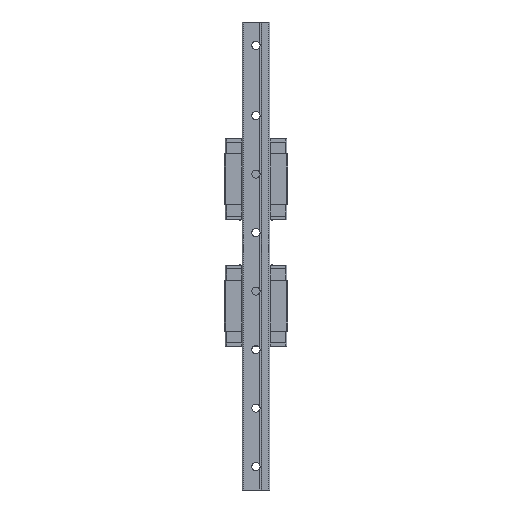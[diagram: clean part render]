
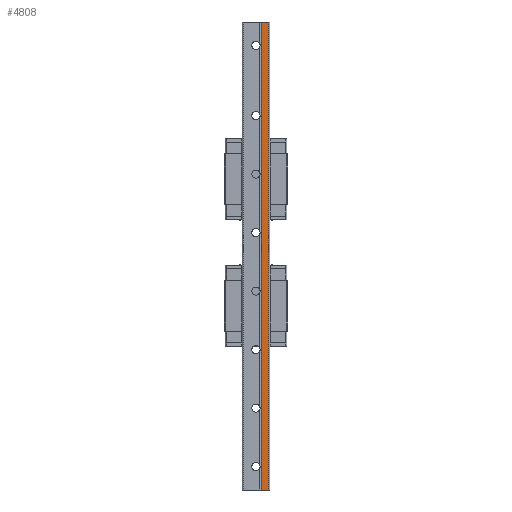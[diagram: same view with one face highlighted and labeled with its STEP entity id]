
A CAD part, front view. The second image highlights one B-rep face of the part: STEP entity #4808.
In plain terms, the highlighted planar face has unit normal (0, -1, 0).
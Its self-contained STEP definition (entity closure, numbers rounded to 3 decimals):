
#8 = ORIENTED_EDGE ( 'NONE', *, *, #17475, .T. ) ;
#180 = VECTOR ( 'NONE', #13242, 1000. ) ;
#890 = CARTESIAN_POINT ( 'NONE',  ( 2.393, -5.5, 100. ) ) ;
#1101 = VECTOR ( 'NONE', #1290, 1000. ) ;
#1266 = VERTEX_POINT ( 'NONE', #3971 ) ;
#1290 = DIRECTION ( 'NONE',  ( 1., 0., 0. ) ) ;
#1473 = VERTEX_POINT ( 'NONE', #4565 ) ;
#2534 = LINE ( 'NONE', #3629, #16820 ) ;
#3444 = LINE ( 'NONE', #8650, #1101 ) ;
#3629 = CARTESIAN_POINT ( 'NONE',  ( 2.393, -5.5, 100. ) ) ;
#3971 = CARTESIAN_POINT ( 'NONE',  ( 2.393, -5.5, 100. ) ) ;
#4047 = LINE ( 'NONE', #17033, #13188 ) ;
#4089 = DIRECTION ( 'NONE',  ( 0., 0., 1. ) ) ;
#4099 = FACE_OUTER_BOUND ( 'NONE', #12001, .T. ) ;
#4565 = CARTESIAN_POINT ( 'NONE',  ( 2.393, -5.5, -100. ) ) ;
#4808 = ADVANCED_FACE ( 'NONE', ( #4099 ), #13880, .F. ) ;
#7078 = DIRECTION ( 'NONE',  ( 0., 1., 0. ) ) ;
#7309 = CARTESIAN_POINT ( 'NONE',  ( 5.484, -5.5, -100. ) ) ;
#8265 = VERTEX_POINT ( 'NONE', #9562 ) ;
#8650 = CARTESIAN_POINT ( 'NONE',  ( 2.393, -5.5, -100. ) ) ;
#9334 = EDGE_CURVE ( 'NONE', #1473, #10671, #3444, .T. ) ;
#9378 = ORIENTED_EDGE ( 'NONE', *, *, #17405, .F. ) ;
#9562 = CARTESIAN_POINT ( 'NONE',  ( 5.484, -5.5, 100. ) ) ;
#10095 = ORIENTED_EDGE ( 'NONE', *, *, #17366, .F. ) ;
#10293 = DIRECTION ( 'NONE',  ( 0., 0., -1. ) ) ;
#10671 = VERTEX_POINT ( 'NONE', #7309 ) ;
#11109 = CARTESIAN_POINT ( 'NONE',  ( 2.393, -5.5, 100. ) ) ;
#12001 = EDGE_LOOP ( 'NONE', ( #17319, #10095, #9378, #8 ) ) ;
#13188 = VECTOR ( 'NONE', #10293, 1000. ) ;
#13242 = DIRECTION ( 'NONE',  ( 1., 0., 0. ) ) ;
#13880 = PLANE ( 'NONE',  #15675 ) ;
#14555 = DIRECTION ( 'NONE',  ( 0., 0., -1. ) ) ;
#15675 = AXIS2_PLACEMENT_3D ( 'NONE', #11109, #7078, #4089 ) ;
#16820 = VECTOR ( 'NONE', #14555, 1000. ) ;
#17033 = CARTESIAN_POINT ( 'NONE',  ( 5.484, -5.5, 100. ) ) ;
#17319 = ORIENTED_EDGE ( 'NONE', *, *, #9334, .T. ) ;
#17366 = EDGE_CURVE ( 'NONE', #8265, #10671, #4047, .T. ) ;
#17405 = EDGE_CURVE ( 'NONE', #1266, #8265, #17920, .T. ) ;
#17475 = EDGE_CURVE ( 'NONE', #1266, #1473, #2534, .T. ) ;
#17920 = LINE ( 'NONE', #890, #180 ) ;
